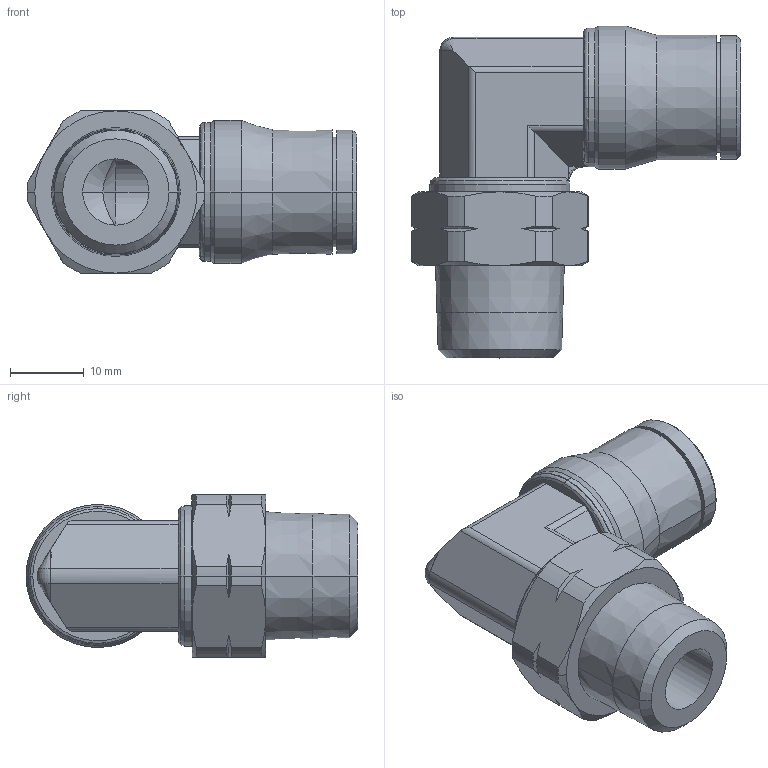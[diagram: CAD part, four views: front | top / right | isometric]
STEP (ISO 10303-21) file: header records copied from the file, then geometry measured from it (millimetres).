
FILE_DESCRIPTION(('STEP AP214'),'1');
FILE_NAME('3889_12_18.stp','2016-07-07T14:27:53',('TraceParts'),('TraceParts S.A.'),'Spatial InterOp 3D',' ',' ');
FILE_SCHEMA(('automotive_design'));
Length unit declared in the file: millimetre
Products named in the file (1): 1
Bounding box: 44.64 x 45 x 22 mm (x, y, z)
Volume: 11379.6 mm3; surface area: 6964.3 mm2
Topology: 1 solids, 1 shells, 148 faces, 358 edges, 219 vertices
Faces by surface type: cone 60, cylinder 46, plane 33, torus 9
Entity records: 4474 total; most frequent: CARTESIAN_POINT 1059, DIRECTION 755, ORIENTED_EDGE 712, EDGE_CURVE 356, AXIS2_PLACEMENT_3D 315, VERTEX_POINT 219, CIRCLE 160, EDGE_LOOP 159
